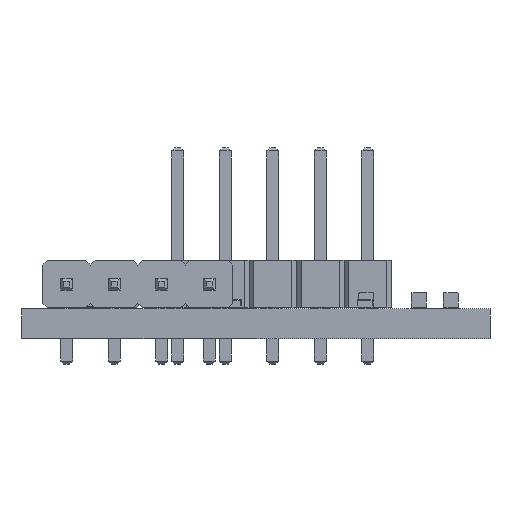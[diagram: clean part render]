
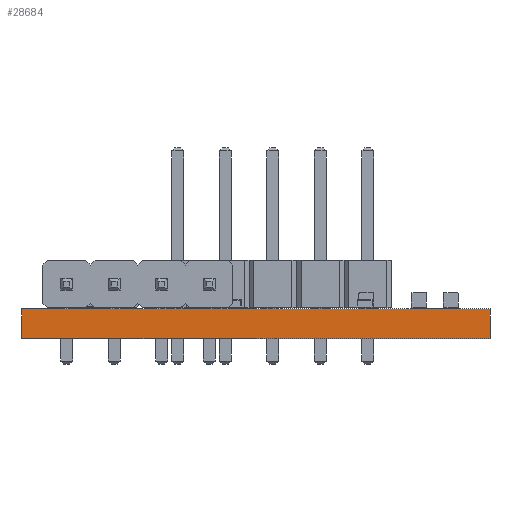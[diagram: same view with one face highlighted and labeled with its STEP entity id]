
A CAD part, left-side view. The second image highlights one B-rep face of the part: STEP entity #28684.
In plain terms, the highlighted planar face has unit normal (-1, 0, 0).
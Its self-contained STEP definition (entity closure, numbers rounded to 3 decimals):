
#28684 = ADVANCED_FACE('',(#28685),#28699,.T.);
#28685 = FACE_BOUND('',#28686,.T.);
#28686 = EDGE_LOOP('',(#28687,#28722,#28750,#28778));
#28687 = ORIENTED_EDGE('',*,*,#28688,.T.);
#28688 = EDGE_CURVE('',#28689,#28691,#28693,.T.);
#28689 = VERTEX_POINT('',#28690);
#28690 = CARTESIAN_POINT('',(44.,-147.,0.));
#28691 = VERTEX_POINT('',#28692);
#28692 = CARTESIAN_POINT('',(44.,-147.,1.6));
#28693 = SURFACE_CURVE('',#28694,(#28698,#28710),.PCURVE_S1.);
#28694 = LINE('',#28695,#28696);
#28695 = CARTESIAN_POINT('',(44.,-147.,0.));
#28696 = VECTOR('',#28697,1.);
#28697 = DIRECTION('',(0.,0.,1.));
#28698 = PCURVE('',#28699,#28704);
#28699 = PLANE('',#28700);
#28700 = AXIS2_PLACEMENT_3D('',#28701,#28702,#28703);
#28701 = CARTESIAN_POINT('',(44.,-147.,0.));
#28702 = DIRECTION('',(-1.,0.,0.));
#28703 = DIRECTION('',(0.,1.,0.));
#28704 = DEFINITIONAL_REPRESENTATION('',(#28705),#28709);
#28705 = LINE('',#28706,#28707);
#28706 = CARTESIAN_POINT('',(0.,0.));
#28707 = VECTOR('',#28708,1.);
#28708 = DIRECTION('',(0.,-1.));
#28709 = ( GEOMETRIC_REPRESENTATION_CONTEXT(2) 
PARAMETRIC_REPRESENTATION_CONTEXT() REPRESENTATION_CONTEXT('2D SPACE',''
  ) );
#28710 = PCURVE('',#28711,#28716);
#28711 = PLANE('',#28712);
#28712 = AXIS2_PLACEMENT_3D('',#28713,#28714,#28715);
#28713 = CARTESIAN_POINT('',(69.,-147.,0.));
#28714 = DIRECTION('',(0.,-1.,0.));
#28715 = DIRECTION('',(-1.,0.,0.));
#28716 = DEFINITIONAL_REPRESENTATION('',(#28717),#28721);
#28717 = LINE('',#28718,#28719);
#28718 = CARTESIAN_POINT('',(25.,0.));
#28719 = VECTOR('',#28720,1.);
#28720 = DIRECTION('',(0.,-1.));
#28721 = ( GEOMETRIC_REPRESENTATION_CONTEXT(2) 
PARAMETRIC_REPRESENTATION_CONTEXT() REPRESENTATION_CONTEXT('2D SPACE',''
  ) );
#28722 = ORIENTED_EDGE('',*,*,#28723,.T.);
#28723 = EDGE_CURVE('',#28691,#28724,#28726,.T.);
#28724 = VERTEX_POINT('',#28725);
#28725 = CARTESIAN_POINT('',(44.,-122.,1.6));
#28726 = SURFACE_CURVE('',#28727,(#28731,#28738),.PCURVE_S1.);
#28727 = LINE('',#28728,#28729);
#28728 = CARTESIAN_POINT('',(44.,-147.,1.6));
#28729 = VECTOR('',#28730,1.);
#28730 = DIRECTION('',(0.,1.,0.));
#28731 = PCURVE('',#28699,#28732);
#28732 = DEFINITIONAL_REPRESENTATION('',(#28733),#28737);
#28733 = LINE('',#28734,#28735);
#28734 = CARTESIAN_POINT('',(0.,-1.6));
#28735 = VECTOR('',#28736,1.);
#28736 = DIRECTION('',(1.,0.));
#28737 = ( GEOMETRIC_REPRESENTATION_CONTEXT(2) 
PARAMETRIC_REPRESENTATION_CONTEXT() REPRESENTATION_CONTEXT('2D SPACE',''
  ) );
#28738 = PCURVE('',#28739,#28744);
#28739 = PLANE('',#28740);
#28740 = AXIS2_PLACEMENT_3D('',#28741,#28742,#28743);
#28741 = CARTESIAN_POINT('',(56.5,-134.5,1.6));
#28742 = DIRECTION('',(0.,0.,-1.));
#28743 = DIRECTION('',(-1.,0.,0.));
#28744 = DEFINITIONAL_REPRESENTATION('',(#28745),#28749);
#28745 = LINE('',#28746,#28747);
#28746 = CARTESIAN_POINT('',(12.5,-12.5));
#28747 = VECTOR('',#28748,1.);
#28748 = DIRECTION('',(0.,1.));
#28749 = ( GEOMETRIC_REPRESENTATION_CONTEXT(2) 
PARAMETRIC_REPRESENTATION_CONTEXT() REPRESENTATION_CONTEXT('2D SPACE',''
  ) );
#28750 = ORIENTED_EDGE('',*,*,#28751,.F.);
#28751 = EDGE_CURVE('',#28752,#28724,#28754,.T.);
#28752 = VERTEX_POINT('',#28753);
#28753 = CARTESIAN_POINT('',(44.,-122.,0.));
#28754 = SURFACE_CURVE('',#28755,(#28759,#28766),.PCURVE_S1.);
#28755 = LINE('',#28756,#28757);
#28756 = CARTESIAN_POINT('',(44.,-122.,0.));
#28757 = VECTOR('',#28758,1.);
#28758 = DIRECTION('',(0.,0.,1.));
#28759 = PCURVE('',#28699,#28760);
#28760 = DEFINITIONAL_REPRESENTATION('',(#28761),#28765);
#28761 = LINE('',#28762,#28763);
#28762 = CARTESIAN_POINT('',(25.,0.));
#28763 = VECTOR('',#28764,1.);
#28764 = DIRECTION('',(0.,-1.));
#28765 = ( GEOMETRIC_REPRESENTATION_CONTEXT(2) 
PARAMETRIC_REPRESENTATION_CONTEXT() REPRESENTATION_CONTEXT('2D SPACE',''
  ) );
#28766 = PCURVE('',#28767,#28772);
#28767 = PLANE('',#28768);
#28768 = AXIS2_PLACEMENT_3D('',#28769,#28770,#28771);
#28769 = CARTESIAN_POINT('',(44.,-122.,0.));
#28770 = DIRECTION('',(0.,1.,0.));
#28771 = DIRECTION('',(1.,0.,0.));
#28772 = DEFINITIONAL_REPRESENTATION('',(#28773),#28777);
#28773 = LINE('',#28774,#28775);
#28774 = CARTESIAN_POINT('',(0.,0.));
#28775 = VECTOR('',#28776,1.);
#28776 = DIRECTION('',(0.,-1.));
#28777 = ( GEOMETRIC_REPRESENTATION_CONTEXT(2) 
PARAMETRIC_REPRESENTATION_CONTEXT() REPRESENTATION_CONTEXT('2D SPACE',''
  ) );
#28778 = ORIENTED_EDGE('',*,*,#28779,.F.);
#28779 = EDGE_CURVE('',#28689,#28752,#28780,.T.);
#28780 = SURFACE_CURVE('',#28781,(#28785,#28792),.PCURVE_S1.);
#28781 = LINE('',#28782,#28783);
#28782 = CARTESIAN_POINT('',(44.,-147.,0.));
#28783 = VECTOR('',#28784,1.);
#28784 = DIRECTION('',(0.,1.,0.));
#28785 = PCURVE('',#28699,#28786);
#28786 = DEFINITIONAL_REPRESENTATION('',(#28787),#28791);
#28787 = LINE('',#28788,#28789);
#28788 = CARTESIAN_POINT('',(0.,0.));
#28789 = VECTOR('',#28790,1.);
#28790 = DIRECTION('',(1.,0.));
#28791 = ( GEOMETRIC_REPRESENTATION_CONTEXT(2) 
PARAMETRIC_REPRESENTATION_CONTEXT() REPRESENTATION_CONTEXT('2D SPACE',''
  ) );
#28792 = PCURVE('',#28793,#28798);
#28793 = PLANE('',#28794);
#28794 = AXIS2_PLACEMENT_3D('',#28795,#28796,#28797);
#28795 = CARTESIAN_POINT('',(56.5,-134.5,0.));
#28796 = DIRECTION('',(0.,0.,-1.));
#28797 = DIRECTION('',(-1.,0.,0.));
#28798 = DEFINITIONAL_REPRESENTATION('',(#28799),#28803);
#28799 = LINE('',#28800,#28801);
#28800 = CARTESIAN_POINT('',(12.5,-12.5));
#28801 = VECTOR('',#28802,1.);
#28802 = DIRECTION('',(0.,1.));
#28803 = ( GEOMETRIC_REPRESENTATION_CONTEXT(2) 
PARAMETRIC_REPRESENTATION_CONTEXT() REPRESENTATION_CONTEXT('2D SPACE',''
  ) );
